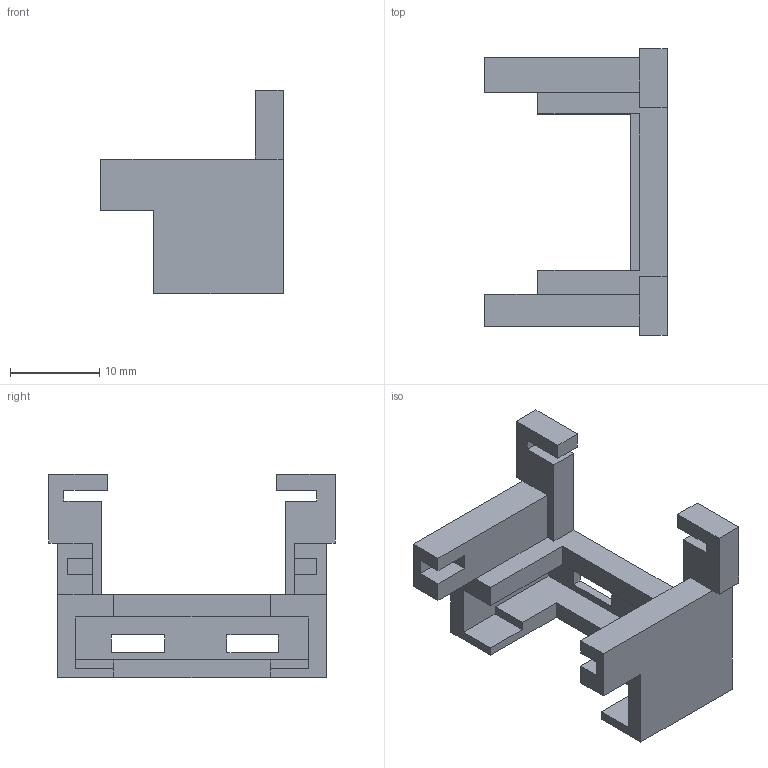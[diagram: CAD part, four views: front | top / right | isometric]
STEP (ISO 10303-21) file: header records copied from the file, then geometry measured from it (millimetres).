
FILE_DESCRIPTION(/* description */ ('STEP AP242','CAx-IF Rec.Pracs.---Representation and Presentation of Product Manufacturing Information (PMI)---4.0---2014-10-13','CAx-IF Rec.Pracs.---3D Tessellated Geometry---0.4---2014-09-14','2;1'),/* implementation_level */ '2;1');
FILE_NAME(/* name */ '65301a2cac72a5213bf33630',/* time_stamp */ '2023-10-18T17:47:25Z',/* author */ (''),/* organization */ (''),/* preprocessor_version */ 'ST-DEVELOPER v19.4',/* originating_system */ ' ',/* authorisation */ ' ');
FILE_SCHEMA (('AP242_MANAGED_MODEL_BASED_3D_ENGINEERING_MIM_LF { 1 0 10303 442 1 1 4 }'));
Length unit declared in the file: metre
Products named in the file (1): Signal_gen_box v14
Bounding box: 20.45 x 32.15 x 22.8 mm (x, y, z)
Volume: 2581.1 mm3; surface area: 2908.9 mm2
Topology: 1 solids, 1 shells, 64 faces, 182 edges, 120 vertices
Faces by surface type: plane 64
Entity records: 2064 total; most frequent: CARTESIAN_POINT 367, ORIENTED_EDGE 364, DIRECTION 312, EDGE_CURVE 182, LINE 182, VECTOR 182, VERTEX_POINT 120, EDGE_LOOP 68
